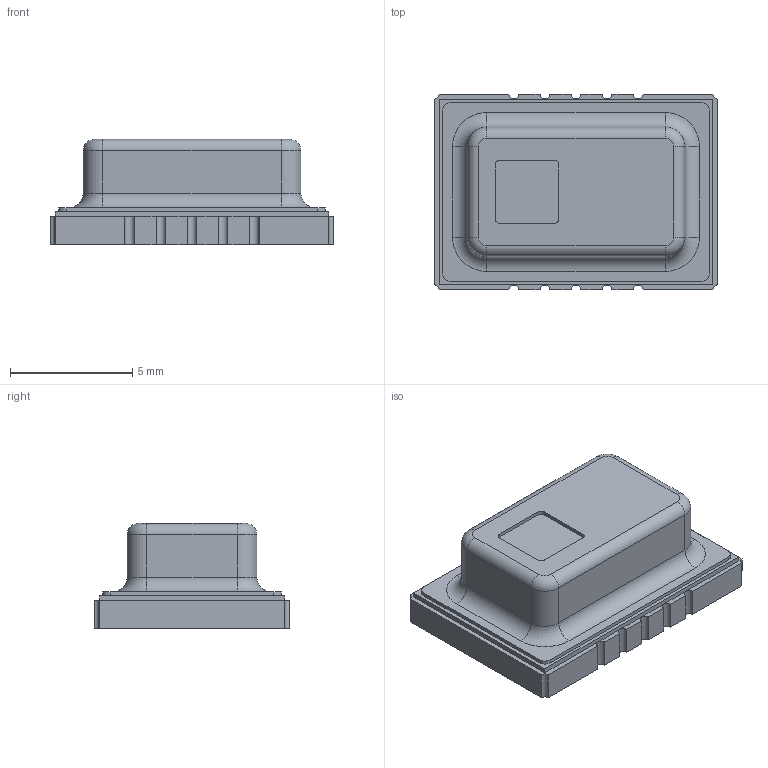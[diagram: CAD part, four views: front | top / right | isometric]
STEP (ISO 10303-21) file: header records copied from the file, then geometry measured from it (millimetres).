
FILE_DESCRIPTION (( 'STEP AP203' ), '1' );
FILE_NAME ('AMG88__3Dmodel.STEP', '2020-09-14T08:59:50', ( '全社標準PC（ver1803）' ), ( 'パナソニック株式会社' ), 'SwSTEP 2.0', 'SolidWorks 2018', '' );
FILE_SCHEMA (( 'CONFIG_CONTROL_DESIGN' ));
Length unit declared in the file: millimetre
Products named in the file (3): AMG88__3Dmodel; cap; seramic_pkg
Assembly tree (2 placements, depth 2):
  AMG88__3Dmodel
    seramic_pkg
    cap
Bounding box: 11.6 x 8 x 4.3 mm (x, y, z)
Volume: 265.3 mm3; surface area: 468.4 mm2
Topology: 2 solids, 2 shells, 88 faces, 220 edges, 138 vertices
Faces by surface type: plane 46, cylinder 34, torus 8
Entity records: 2927 total; most frequent: DIRECTION 492, CARTESIAN_POINT 451, ORIENTED_EDGE 440, EDGE_CURVE 220, AXIS2_PLACEMENT_3D 179, VERTEX_POINT 138, LINE 134, VECTOR 134
